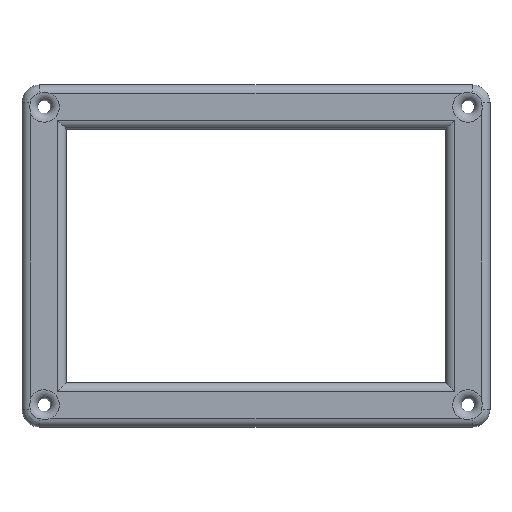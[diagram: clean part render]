
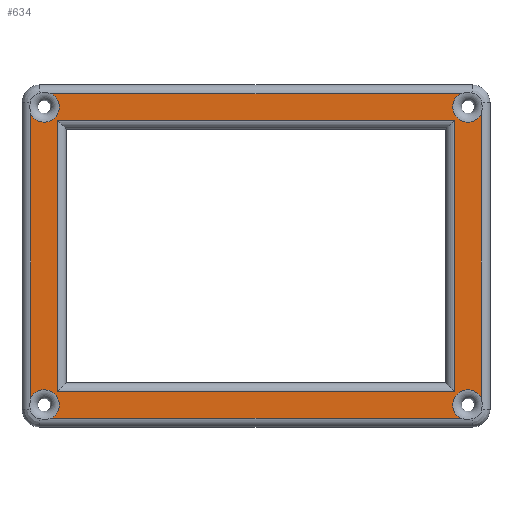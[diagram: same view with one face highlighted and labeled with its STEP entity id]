
A CAD part, top view. The second image highlights one B-rep face of the part: STEP entity #634.
In plain terms, the highlighted planar face has unit normal (0, 0, 1).
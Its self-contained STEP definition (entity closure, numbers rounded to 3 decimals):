
#15=FACE_BOUND('',#191,.T.);
#23=PLANE('',#716);
#35=LINE('',#978,#75);
#38=LINE('',#1038,#78);
#42=LINE('',#1113,#82);
#45=LINE('',#1166,#85);
#47=LINE('',#1174,#87);
#49=LINE('',#1180,#89);
#52=LINE('',#1186,#92);
#58=LINE('',#1198,#98);
#75=VECTOR('',#753,10.);
#78=VECTOR('',#780,10.);
#82=VECTOR('',#808,10.);
#85=VECTOR('',#837,10.);
#87=VECTOR('',#845,10.);
#89=VECTOR('',#851,10.);
#92=VECTOR('',#858,10.);
#98=VECTOR('',#870,10.);
#156=FACE_OUTER_BOUND('',#190,.T.);
#190=EDGE_LOOP('',(#533,#534,#535,#536,#537,#538,#539,#540,#541,#542));
#191=EDGE_LOOP('',(#543,#544,#545,#546));
#212=CIRCLE('',#665,3.45);
#218=CIRCLE('',#674,3.45);
#222=CIRCLE('',#678,3.45);
#227=CIRCLE('',#686,3.45);
#235=CIRCLE('',#697,3.45);
#239=CIRCLE('',#701,3.45);
#265=VERTEX_POINT('',#932);
#266=VERTEX_POINT('',#941);
#270=VERTEX_POINT('',#977);
#274=VERTEX_POINT('',#996);
#277=VERTEX_POINT('',#1003);
#280=VERTEX_POINT('',#1037);
#285=VERTEX_POINT('',#1057);
#286=VERTEX_POINT('',#1066);
#294=VERTEX_POINT('',#1119);
#297=VERTEX_POINT('',#1126);
#301=VERTEX_POINT('',#1164);
#302=VERTEX_POINT('',#1165);
#305=VERTEX_POINT('',#1173);
#307=VERTEX_POINT('',#1179);
#326=EDGE_CURVE('',#265,#266,#212,.T.);
#332=EDGE_CURVE('',#266,#270,#35,.T.);
#338=EDGE_CURVE('',#270,#274,#218,.T.);
#342=EDGE_CURVE('',#274,#277,#222,.T.);
#347=EDGE_CURVE('',#277,#280,#38,.T.);
#354=EDGE_CURVE('',#285,#286,#227,.T.);
#365=EDGE_CURVE('',#286,#265,#42,.T.);
#368=EDGE_CURVE('',#280,#294,#235,.T.);
#372=EDGE_CURVE('',#294,#297,#239,.T.);
#379=EDGE_CURVE('',#301,#302,#45,.T.);
#383=EDGE_CURVE('',#302,#305,#47,.T.);
#386=EDGE_CURVE('',#305,#307,#49,.T.);
#390=EDGE_CURVE('',#307,#301,#52,.T.);
#396=EDGE_CURVE('',#297,#285,#58,.T.);
#533=ORIENTED_EDGE('',*,*,#326,.F.);
#534=ORIENTED_EDGE('',*,*,#365,.F.);
#535=ORIENTED_EDGE('',*,*,#354,.F.);
#536=ORIENTED_EDGE('',*,*,#396,.F.);
#537=ORIENTED_EDGE('',*,*,#372,.F.);
#538=ORIENTED_EDGE('',*,*,#368,.F.);
#539=ORIENTED_EDGE('',*,*,#347,.F.);
#540=ORIENTED_EDGE('',*,*,#342,.F.);
#541=ORIENTED_EDGE('',*,*,#338,.F.);
#542=ORIENTED_EDGE('',*,*,#332,.F.);
#543=ORIENTED_EDGE('',*,*,#379,.F.);
#544=ORIENTED_EDGE('',*,*,#390,.F.);
#545=ORIENTED_EDGE('',*,*,#386,.F.);
#546=ORIENTED_EDGE('',*,*,#383,.F.);
#634=ADVANCED_FACE('',(#156,#15),#23,.T.);
#665=AXIS2_PLACEMENT_3D('',#942,#743,#744);
#674=AXIS2_PLACEMENT_3D('',#997,#764,#765);
#678=AXIS2_PLACEMENT_3D('',#1004,#772,#773);
#686=AXIS2_PLACEMENT_3D('',#1067,#791,#792);
#697=AXIS2_PLACEMENT_3D('',#1120,#816,#817);
#701=AXIS2_PLACEMENT_3D('',#1127,#824,#825);
#716=AXIS2_PLACEMENT_3D('',#1197,#868,#869);
#743=DIRECTION('center_axis',(0.,0.,1.));
#744=DIRECTION('ref_axis',(1.,0.,0.));
#753=DIRECTION('',(-1.,0.,0.));
#764=DIRECTION('center_axis',(0.,0.,1.));
#765=DIRECTION('ref_axis',(1.,0.,0.));
#772=DIRECTION('center_axis',(0.,0.,1.));
#773=DIRECTION('ref_axis',(1.,0.,0.));
#780=DIRECTION('',(0.,1.,0.));
#791=DIRECTION('center_axis',(0.,0.,1.));
#792=DIRECTION('ref_axis',(1.,0.,0.));
#808=DIRECTION('',(0.,-1.,0.));
#816=DIRECTION('center_axis',(0.,0.,1.));
#817=DIRECTION('ref_axis',(1.,0.,0.));
#824=DIRECTION('center_axis',(0.,0.,1.));
#825=DIRECTION('ref_axis',(1.,0.,0.));
#837=DIRECTION('',(-1.,0.,0.));
#845=DIRECTION('',(0.,-1.,0.));
#851=DIRECTION('',(1.,0.,0.));
#858=DIRECTION('',(0.,1.,0.));
#868=DIRECTION('center_axis',(0.,0.,1.));
#869=DIRECTION('ref_axis',(1.,0.,0.));
#870=DIRECTION('',(1.,0.,0.));
#932=CARTESIAN_POINT('',(94.,-3.296,19.));
#941=CARTESIAN_POINT('',(89.296,-8.,19.));
#942=CARTESIAN_POINT('Origin',(91.,-5.,19.));
#977=CARTESIAN_POINT('',(-3.296,-8.,19.));
#978=CARTESIAN_POINT('',(16.5,-8.,19.));
#996=CARTESIAN_POINT('',(-1.55,-5.,19.));
#997=CARTESIAN_POINT('Origin',(-5.,-5.,19.));
#1003=CARTESIAN_POINT('',(-8.,-3.296,19.));
#1004=CARTESIAN_POINT('Origin',(-5.,-5.,19.));
#1037=CARTESIAN_POINT('',(-8.,60.796,19.));
#1038=CARTESIAN_POINT('',(-8.,48.125,19.));
#1057=CARTESIAN_POINT('',(89.296,65.5,19.));
#1066=CARTESIAN_POINT('',(94.,60.796,19.));
#1067=CARTESIAN_POINT('Origin',(91.,62.5,19.));
#1113=CARTESIAN_POINT('',(94.,9.375,19.));
#1119=CARTESIAN_POINT('',(-1.55,62.5,19.));
#1120=CARTESIAN_POINT('Origin',(-5.,62.5,19.));
#1126=CARTESIAN_POINT('',(-3.296,65.5,19.));
#1127=CARTESIAN_POINT('Origin',(-5.,62.5,19.));
#1164=CARTESIAN_POINT('',(88.,59.5,19.));
#1165=CARTESIAN_POINT('',(-2.,59.5,19.));
#1166=CARTESIAN_POINT('',(21.5,59.5,19.));
#1173=CARTESIAN_POINT('',(-2.,-2.,19.));
#1174=CARTESIAN_POINT('',(-2.,14.375,19.));
#1179=CARTESIAN_POINT('',(88.,-2.,19.));
#1180=CARTESIAN_POINT('',(64.5,-2.,19.));
#1186=CARTESIAN_POINT('',(88.,43.125,19.));
#1197=CARTESIAN_POINT('Origin',(43.,28.75,19.));
#1198=CARTESIAN_POINT('',(69.5,65.5,19.));
